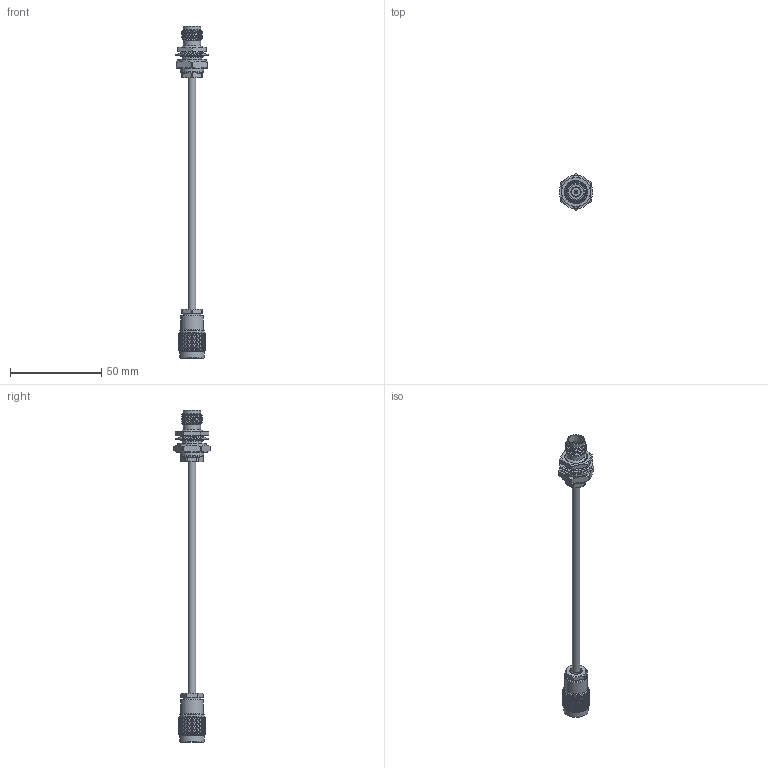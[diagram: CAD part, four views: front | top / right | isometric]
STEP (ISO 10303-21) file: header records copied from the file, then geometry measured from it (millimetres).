
FILE_DESCRIPTION (( 'STEP AP203' ), '1' );
FILE_NAME ('PE3W05610_3D.step', '2022-03-14T22:39:46', ( '' ), ( '' ), 'SwSTEP 2.0', 'SolidWorks 2021', '' );
FILE_SCHEMA (( 'CONFIG_CONTROL_DESIGN' ));
Length unit declared in the file: inch
Products named in the file (4): PE4702; PE4670; PE3W05610_3D; Coax Cable_PE-SR402FLJ
Assembly tree (3 placements, depth 2):
  PE3W05610_3D
    Coax Cable_PE-SR402FLJ
    PE4702
    PE4670
Bounding box: 18.34 x 19.88 x 182.18 mm (x, y, z)
Volume: 7686.8 mm3; surface area: 8265.5 mm2
Topology: 7 solids, 9 shells, 2852 faces, 6173 edges, 3363 vertices
Faces by surface type: bspline 2070, cylinder 592, plane 118, cone 72
Full cylindrical faces by diameter (mm): 0.61 x1, 0.889 x1, 0.914 x1, 1.016 x2, 1.27 x1, 1.61 x1, 1.702 x1, 1.905 x3, 2.083 x1, 2.692 x1, 3.2 x1, 4.089 x1, 4.572 x1, 4.699 x1, 5.7 x2, 5.715 x1, 6.655 x1, 7.569 x1, 8.255 x1, 9.6 x2, 10.16 x1, 10.199 x1, 10.957 x1, 10.991 x1, 11.113 x6, 12.5 x1, 12.682 x1, 12.7 x1, 13.513 x2, 13.716 x1
Entity records: 116245 total; most frequent: CARTESIAN_POINT 77713, ORIENTED_EDGE 12144, EDGE_CURVE 6072, VERTEX_POINT 3328, EDGE_LOOP 2940, FACE_OUTER_BOUND 2884, ADVANCED_FACE 2845, DIRECTION 2530
